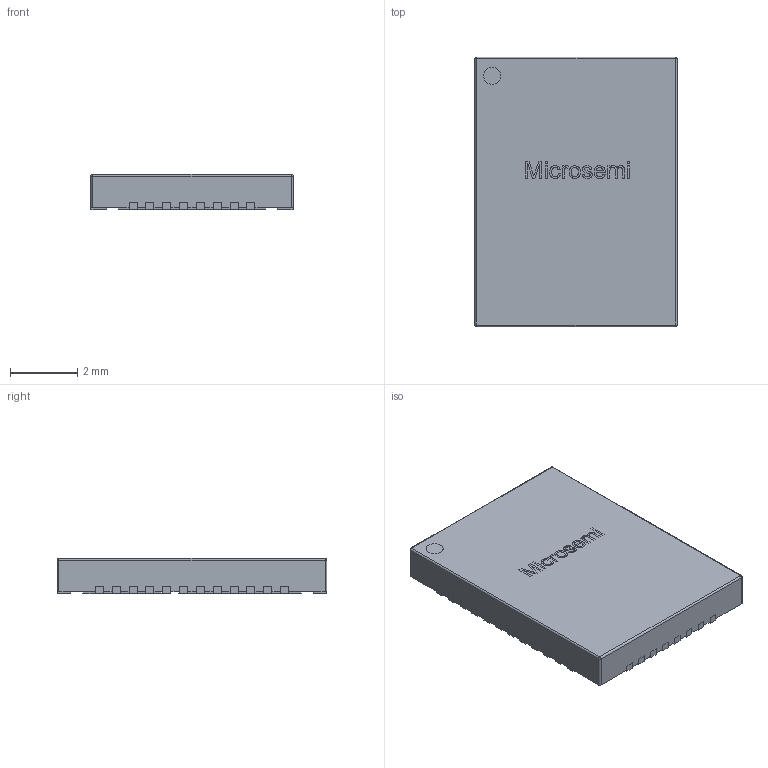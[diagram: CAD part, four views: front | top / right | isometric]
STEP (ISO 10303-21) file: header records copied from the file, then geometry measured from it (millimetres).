
FILE_DESCRIPTION(/* description */ (''),/* implementation_level */ '2;1');
FILE_NAME(/* name */ 'Microsemi PD70224ILQ-TR R.stp',/* time_stamp */ '2019-09-16T12:08:45+02:00',/* author */ ('Mohamed Refaat'),/* organization */ (''),/* preprocessor_version */ 'ST-DEVELOPER v16.5',/* originating_system */ 'Autodesk Inventor 2017',/* authorisation */ '');
FILE_SCHEMA (('AUTOMOTIVE_DESIGN { 1 0 10303 214 3 1 1 }'));
Length unit declared in the file: millimetre
Products named in the file (8): Microsemi PD70224ILQ-TR R; Microsemi PD70224ILQ-TR; Microsemi PD70224ILQ-TR 1; Microsemi PD70224ILQ-TR 1_1; Microsemi PD70224ILQ-TR 3; Microsemi PD70224ILQ-TR 2; Microsemi PD70224ILQ-TR 1_MIR; Microsemi PD70224ILQ-TR 1 - Copy_MIR
Assembly tree (43 placements, depth 2):
  Microsemi PD70224ILQ-TR R
    Microsemi PD70224ILQ-TR
    Microsemi PD70224ILQ-TR 1  x12
    Microsemi PD70224ILQ-TR 1_1  x8
    Microsemi PD70224ILQ-TR 3
    Microsemi PD70224ILQ-TR 2
    Microsemi PD70224ILQ-TR 1_MIR  x12
    Microsemi PD70224ILQ-TR 1 - Copy_MIR  x8
Bounding box: 6 x 8 x 1.05 mm (x, y, z)
Volume: 49.5 mm3; surface area: 192.1 mm2
Topology: 43 solids, 43 shells, 524 faces, 1372 edges, 948 vertices
Faces by surface type: plane 472, cylinder 48, sphere 4
Entity records: 8797 total; most frequent: CARTESIAN_POINT 1835, ORIENTED_EDGE 1448, DIRECTION 1265, EDGE_CURVE 724, LINE 641, VECTOR 641, VERTEX_POINT 516, AXIS2_PLACEMENT_3D 312
